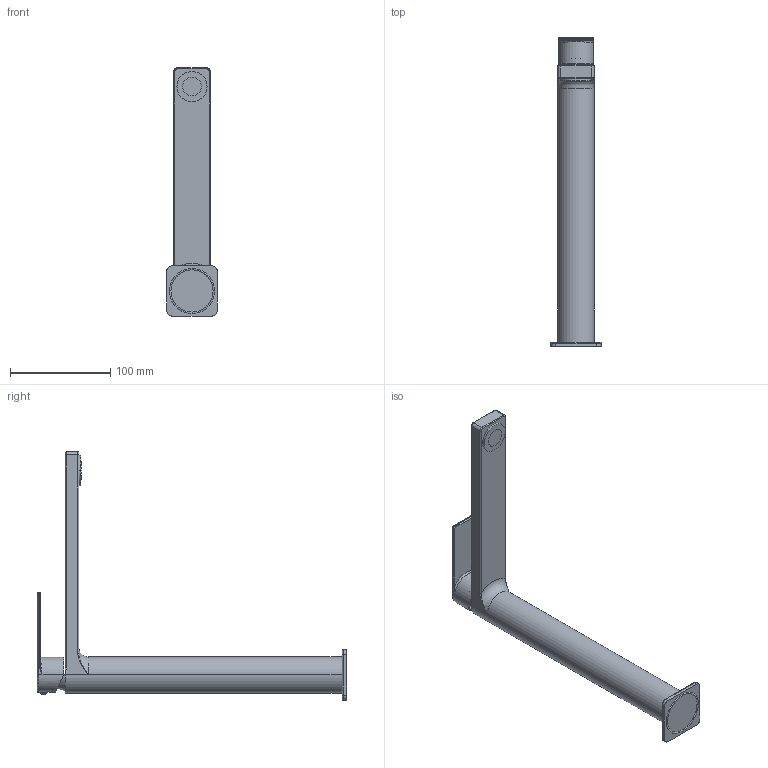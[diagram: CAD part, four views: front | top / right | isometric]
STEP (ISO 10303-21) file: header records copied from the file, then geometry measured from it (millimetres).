
FILE_DESCRIPTION((''),'2;1');
FILE_NAME('TA081CR','2021-01-18T10:07:55',('ut3'),('PAFFONI SpA'),'CREO PARAMETRIC BY PTC INC, 2020044','CREO PARAMETRIC BY PTC INC, 2020044','');
FILE_SCHEMA(('CONFIG_CONTROL_DESIGN','SHAPE_APPEARANCE_LAYERS_GROUPS'));
Length unit declared in the file: millimetre
Products named in the file (1): TA081CR
Bounding box: 50 x 307.7 x 247 mm (x, y, z)
Surface area: 69778.8 mm2 (no closed solid volume)
Topology: 0 solids, 10 shells, 79 faces, 185 edges, 113 vertices
Faces by surface type: cylinder 32, plane 19, torus 17, bspline 6, cone 3, sphere 2
Entity records: 3326 total; most frequent: CARTESIAN_POINT 936, DIRECTION 402, ORIENTED_EDGE 336, EDGE_CURVE 183, AXIS2_PLACEMENT_3D 167, VERTEX_POINT 113, CIRCLE 94, EDGE_LOOP 79
